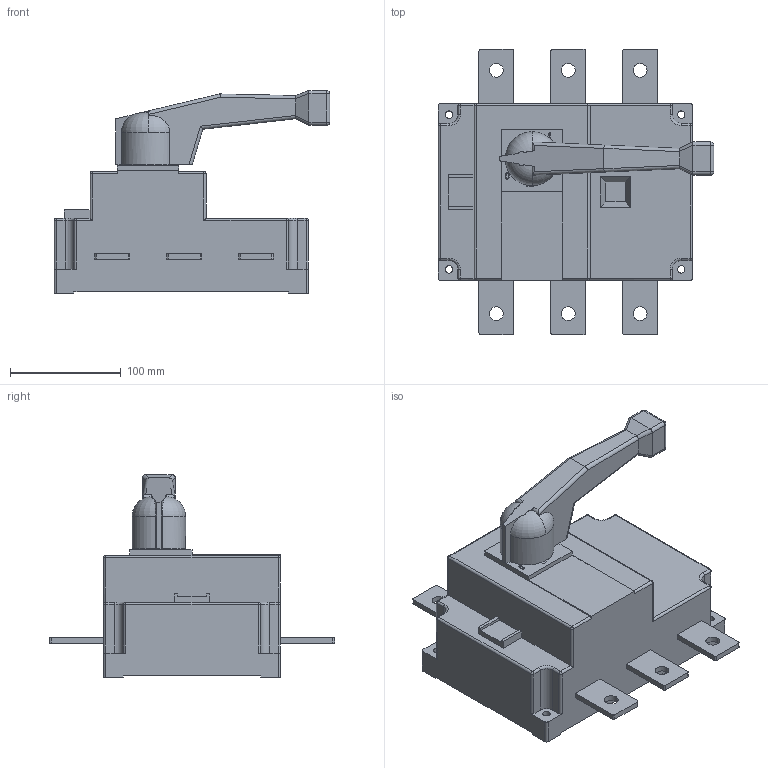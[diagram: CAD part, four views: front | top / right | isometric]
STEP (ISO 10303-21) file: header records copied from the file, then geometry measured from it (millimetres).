
FILE_DESCRIPTION (( 'STEP AP203' ), '1' );
FILE_NAME ('Ðóáèëüíèê-âûêëþ÷àòåëü PowerSwitch 630_3 EKF PROxima (psds-630-3).STEP', '2021-10-27T10:16:50', ( '' ), ( '' ), 'SwSTEP 2.0', 'SolidWorks 2021', '' );
FILE_SCHEMA (( 'CONFIG_CONTROL_DESIGN' ));
Length unit declared in the file: millimetre
Products named in the file (3): Ðóáèëüíèê-âûêëþ÷àòåëü PowerSwitch 630_3 EKF PROxima (psds-630-3); Êîðïóñ äëÿ PowerSwitch psds-630-3_00; Ðóêîÿòêà äëÿ PowerSwitch psds-400-3_00
Assembly tree (2 placements, depth 2):
  Ðóáèëüíèê-âûêëþ÷àòåëü PowerSwitch 630_3 EKF PROxima (psds-630-3)
    Êîðïóñ äëÿ PowerSwitch psds-630-3_00
    Ðóêîÿòêà äëÿ PowerSwitch psds-400-3_00
Bounding box: 249.5 x 258 x 183.5 mm (x, y, z)
Volume: 3351158.9 mm3; surface area: 201983.9 mm2
Topology: 2 solids, 2 shells, 283 faces, 744 edges, 461 vertices
Faces by surface type: plane 137, cylinder 109, sphere 16, bspline 11, torus 10
Entity records: 9696 total; most frequent: CARTESIAN_POINT 2544, ORIENTED_EDGE 1456, DIRECTION 1395, EDGE_CURVE 728, AXIS2_PLACEMENT_3D 468, VERTEX_POINT 461, LINE 459, VECTOR 459
